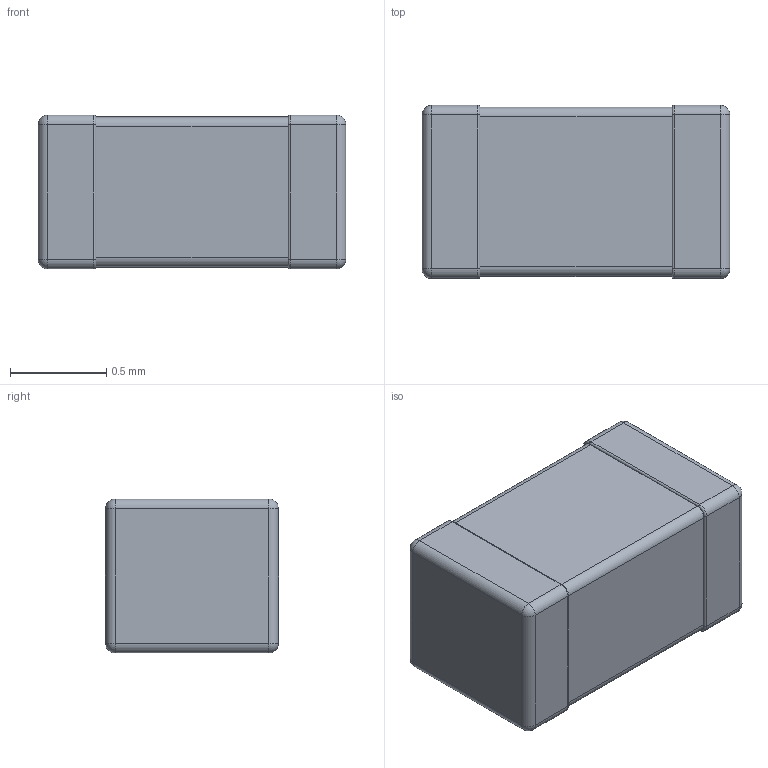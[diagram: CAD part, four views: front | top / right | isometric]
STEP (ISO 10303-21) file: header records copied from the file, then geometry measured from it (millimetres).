
FILE_DESCRIPTION (( 'STEP AP214' ), '1' );
FILE_NAME ('L 0603.STEP', '2018-02-01T02:43:59', ( 'Microsoft' ), ( 'Microsoft' ), 'SwSTEP 2.0', 'SolidWorks 2016', '' );
FILE_SCHEMA (( 'AUTOMOTIVE_DESIGN' ));
Length unit declared in the file: millimetre
Products named in the file (4): User_Library-V0603HD_K_X_F6rper_1; L 0603; User_Library-V0603HD_Anschl_X_FCsse_1; 807889496
Assembly tree (3 placements, depth 3):
  L 0603
    807889496
      User_Library-V0603HD_K_X_F6rper_1
      User_Library-V0603HD_Anschl_X_FCsse_1
Bounding box: 1.6 x 0.9 x 0.8 mm (x, y, z)
Volume: 1.1 mm3; surface area: 9.7 mm2
Topology: 2 solids, 2 shells, 64 faces, 142 edges, 76 vertices
Faces by surface type: cylinder 30, plane 18, torus 8, sphere 8
Entity records: 2526 total; most frequent: DIRECTION 344, CARTESIAN_POINT 281, ORIENTED_EDGE 268, AXIS2_PLACEMENT_3D 139, EDGE_CURVE 134, VERTEX_POINT 76, UNCERTAINTY_MEASURE_WITH_UNIT 72, SURFACE_STYLE_USAGE 68
